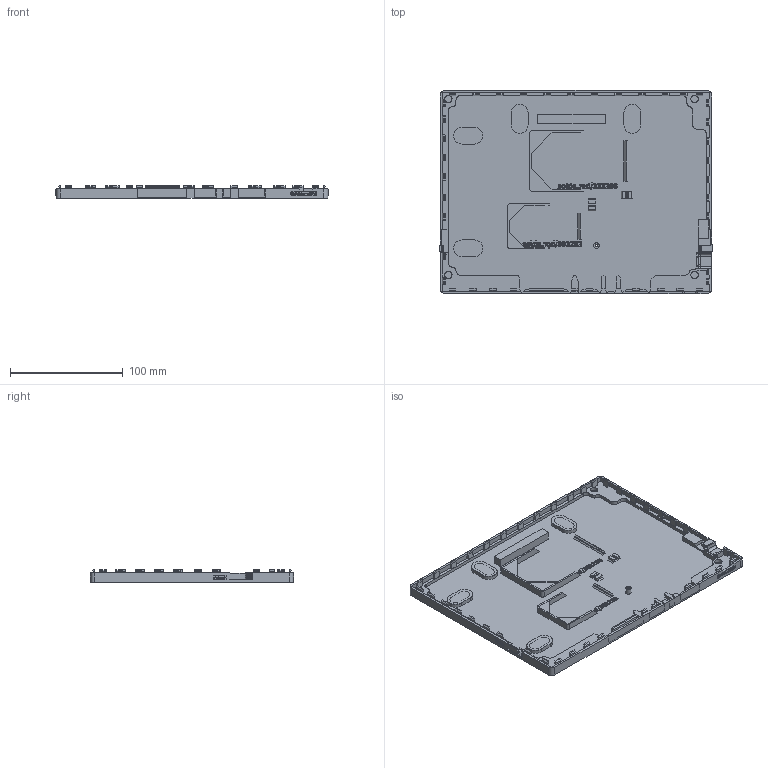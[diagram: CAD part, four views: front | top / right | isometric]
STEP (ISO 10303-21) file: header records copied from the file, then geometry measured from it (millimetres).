
FILE_DESCRIPTION(/* description */ (''),/* implementation_level */ '2;1');
FILE_NAME(/* name */ 'Soldered Inkplate 10 v1.3.0. Bottom v1.3.2_.step',/* time_stamp */ '2023-06-06T14:45:47+02:00',/* author */ (''),/* organization */ (''),/* preprocessor_version */ 'ST-DEVELOPER v19.2',/* originating_system */ 'Autodesk Translation Framework v12.6.0.85',/* authorisation */ '');
FILE_SCHEMA (('AUTOMOTIVE_DESIGN { 1 0 10303 214 3 1 1 }'));
Products named in the file (1): Inkplate 10 v1.3.0. Bottom
Bounding box: 242.6 x 180 x 11.3 mm (x, y, z)
Volume: 80272.1 mm3; surface area: 115436.1 mm2
Topology: 2 solids, 2 shells, 1846 faces, 5124 edges, 3402 vertices
Faces by surface type: plane 1065, bspline 719, cylinder 61, torus 1
Full cylindrical faces by diameter (mm): 2.5 x1, 5 x1, 6.5 x4
Entity records: 64830 total; most frequent: CARTESIAN_POINT 22510, ORIENTED_EDGE 10248, DIRECTION 6062, EDGE_CURVE 5124, LINE 3558, VECTOR 3558, VERTEX_POINT 3402, EDGE_LOOP 1976
